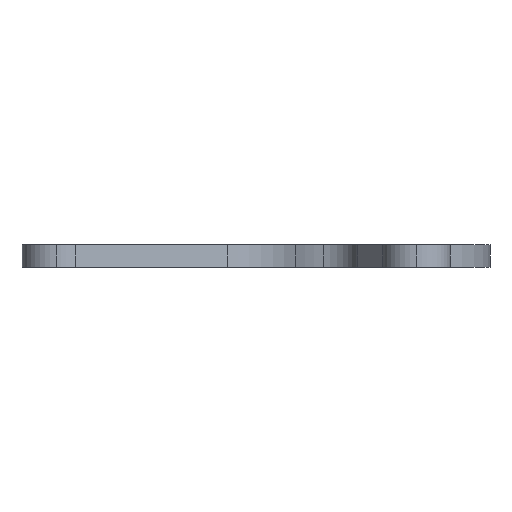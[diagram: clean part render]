
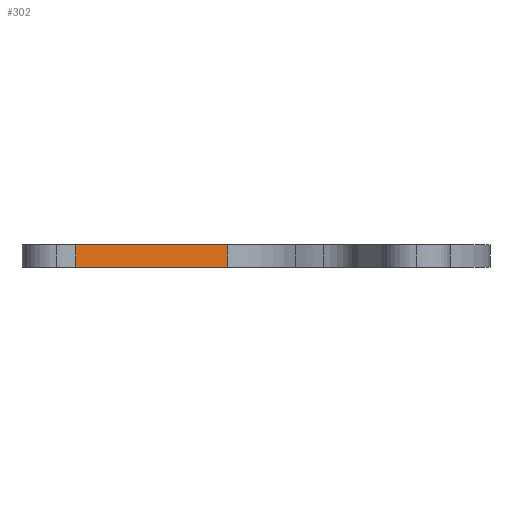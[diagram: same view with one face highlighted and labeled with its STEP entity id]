
A CAD part, left-side view. The second image highlights one B-rep face of the part: STEP entity #302.
In plain terms, the highlighted planar face has unit normal (-0.819, -0.574, 0).
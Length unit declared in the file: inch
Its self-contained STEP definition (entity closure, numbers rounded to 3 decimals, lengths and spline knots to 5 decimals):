
#28 = CARTESIAN_POINT ( 'NONE',  ( -0.7126, 2.29034, 0.125 ) ) ;
#32 = EDGE_LOOP ( 'NONE', ( #546, #1260, #810, #1058 ) ) ;
#89 = DIRECTION ( 'NONE',  ( 0., 0., -1. ) ) ;
#119 = DIRECTION ( 'NONE',  ( 0., 0., -1. ) ) ;
#150 = CARTESIAN_POINT ( 'NONE',  ( -0.7126, 2.29034, 0. ) ) ;
#163 = DIRECTION ( 'NONE',  ( 0.574, -0.819, 0. ) ) ;
#302 = ADVANCED_FACE ( 'NONE', ( #1151 ), #1351, .F. ) ;
#333 = VERTEX_POINT ( 'NONE', #618 ) ;
#334 = CARTESIAN_POINT ( 'NONE',  ( -1.29646, 3.1237, 0. ) ) ;
#372 = CARTESIAN_POINT ( 'NONE',  ( 0.59834, 0.4192, 0.125 ) ) ;
#394 = CARTESIAN_POINT ( 'NONE',  ( 0.59834, 0.4192, 0.125 ) ) ;
#440 = LINE ( 'NONE', #28, #1040 ) ;
#501 = DIRECTION ( 'NONE',  ( 0.819, 0.574, 0. ) ) ;
#546 = ORIENTED_EDGE ( 'NONE', *, *, #728, .T. ) ;
#564 = EDGE_CURVE ( 'NONE', #1147, #913, #1301, .T. ) ;
#604 = DIRECTION ( 'NONE',  ( 0.574, -0.819, 0. ) ) ;
#618 = CARTESIAN_POINT ( 'NONE',  ( -0.7126, 2.29034, 0.125 ) ) ;
#728 = EDGE_CURVE ( 'NONE', #913, #1331, #909, .T. ) ;
#754 = EDGE_CURVE ( 'NONE', #1147, #333, #1245, .T. ) ;
#760 = VECTOR ( 'NONE', #163, 39.37008 ) ;
#795 = CARTESIAN_POINT ( 'NONE',  ( -1.29646, 3.1237, 0.125 ) ) ;
#810 = ORIENTED_EDGE ( 'NONE', *, *, #754, .F. ) ;
#843 = VECTOR ( 'NONE', #604, 39.37008 ) ;
#909 = LINE ( 'NONE', #1336, #843 ) ;
#913 = VERTEX_POINT ( 'NONE', #334 ) ;
#923 = DIRECTION ( 'NONE',  ( -0.574, 0.819, 0. ) ) ;
#973 = AXIS2_PLACEMENT_3D ( 'NONE', #372, #501, #923 ) ;
#1040 = VECTOR ( 'NONE', #89, 39.37008 ) ;
#1058 = ORIENTED_EDGE ( 'NONE', *, *, #564, .T. ) ;
#1147 = VERTEX_POINT ( 'NONE', #1282 ) ;
#1151 = FACE_OUTER_BOUND ( 'NONE', #32, .T. ) ;
#1190 = VECTOR ( 'NONE', #119, 39.37008 ) ;
#1245 = LINE ( 'NONE', #394, #760 ) ;
#1260 = ORIENTED_EDGE ( 'NONE', *, *, #1383, .F. ) ;
#1282 = CARTESIAN_POINT ( 'NONE',  ( -1.29646, 3.1237, 0.125 ) ) ;
#1301 = LINE ( 'NONE', #795, #1190 ) ;
#1331 = VERTEX_POINT ( 'NONE', #150 ) ;
#1336 = CARTESIAN_POINT ( 'NONE',  ( 0.59834, 0.4192, 0. ) ) ;
#1351 = PLANE ( 'NONE',  #973 ) ;
#1383 = EDGE_CURVE ( 'NONE', #333, #1331, #440, .T. ) ;
